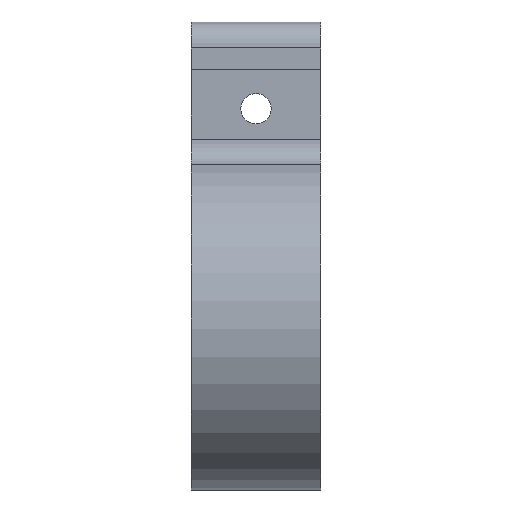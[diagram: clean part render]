
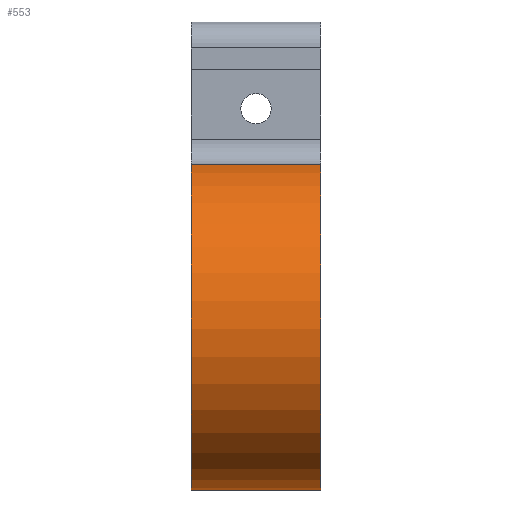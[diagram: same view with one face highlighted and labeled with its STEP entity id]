
A CAD part, left-side view. The second image highlights one B-rep face of the part: STEP entity #553.
In plain terms, the highlighted cylindrical face has radius 38 mm (diameter 76 mm), a partial arc.
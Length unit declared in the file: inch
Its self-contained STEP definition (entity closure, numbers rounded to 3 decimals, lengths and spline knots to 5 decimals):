
#41=CARTESIAN_POINT('',(0.,0.,0.));
#42=DIRECTION('',(0.,1.,0.));
#43=DIRECTION('',(0.216,0.,0.976));
#44=AXIS2_PLACEMENT_3D('',#41,#42,#43);
#104=DIRECTION('',(0.,1.,0.));
#105=VECTOR('',#104,1.1811);
#106=CARTESIAN_POINT('',(-0.32301,0.,1.46078));
#107=LINE('',#106,#105);
#108=DIRECTION('',(0.,1.,0.));
#109=VECTOR('',#108,1.1811);
#110=CARTESIAN_POINT('',(0.32301,0.,1.46078));
#111=LINE('',#110,#109);
#249=CARTESIAN_POINT('',(0.,1.1811,0.));
#250=DIRECTION('',(0.,1.,0.));
#251=DIRECTION('',(0.216,0.,0.976));
#252=AXIS2_PLACEMENT_3D('',#249,#250,#251);
#369=CARTESIAN_POINT('',(0.32301,0.,1.46078));
#370=CARTESIAN_POINT('',(0.32301,1.1811,1.46078));
#371=VERTEX_POINT('',#369);
#372=VERTEX_POINT('',#370);
#405=CARTESIAN_POINT('',(-0.32301,0.,1.46078));
#406=CARTESIAN_POINT('',(-0.32301,1.1811,1.46078));
#407=VERTEX_POINT('',#405);
#408=VERTEX_POINT('',#406);
#540=CARTESIAN_POINT('',(0.,0.,0.));
#541=DIRECTION('',(0.,1.,0.));
#542=DIRECTION('',(1.,0.,0.));
#543=AXIS2_PLACEMENT_3D('',#540,#541,#542);
#544=CYLINDRICAL_SURFACE('',#543,1.49606);
#545=ORIENTED_EDGE('',*,*,#533,.F.);
#546=ORIENTED_EDGE('',*,*,#444,.F.);
#548=ORIENTED_EDGE('',*,*,#547,.T.);
#550=ORIENTED_EDGE('',*,*,#549,.T.);
#551=EDGE_LOOP('',(#545,#546,#548,#550));
#552=FACE_OUTER_BOUND('',#551,.F.);
#553=ADVANCED_FACE('',(#552),#544,.T.);
#45=CIRCLE('',#44,1.49606);
#253=CIRCLE('',#252,1.49606);
#444=EDGE_CURVE('',#371,#407,#45,.T.);
#533=EDGE_CURVE('',#407,#408,#107,.T.);
#547=EDGE_CURVE('',#371,#372,#111,.T.);
#549=EDGE_CURVE('',#372,#408,#253,.T.);
